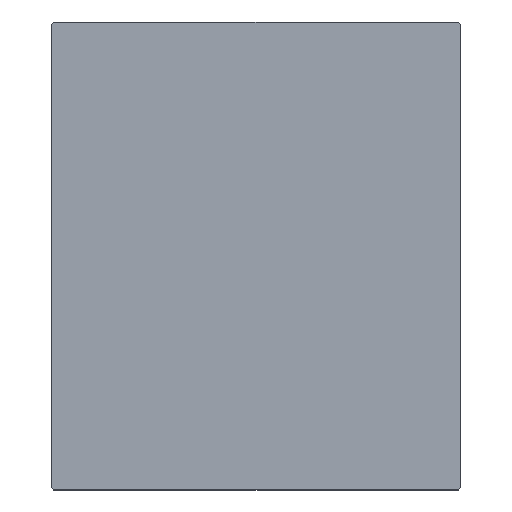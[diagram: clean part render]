
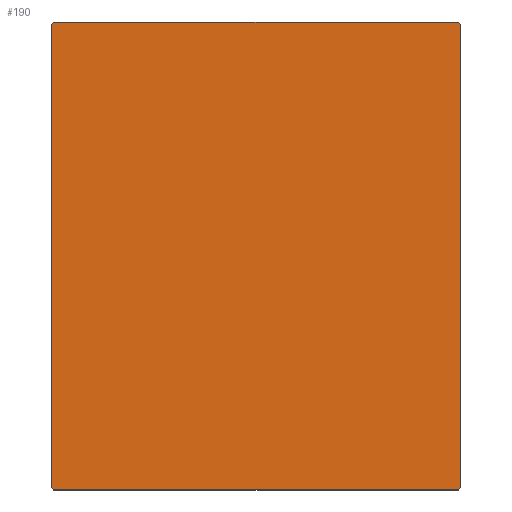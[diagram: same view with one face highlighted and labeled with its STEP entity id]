
A CAD part, top view. The second image highlights one B-rep face of the part: STEP entity #190.
In plain terms, the highlighted planar face has unit normal (0, 0, 1).
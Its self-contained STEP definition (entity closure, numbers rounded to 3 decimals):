
#24=FACE_OUTER_BOUND('',#34,.T.);
#34=EDGE_LOOP('',(#163,#164,#165,#166,#167,#168,#169,#170));
#35=LINE('',#265,#59);
#41=LINE('',#276,#65);
#48=LINE('',#292,#72);
#51=LINE('',#297,#75);
#53=LINE('',#301,#77);
#55=LINE('',#305,#79);
#57=LINE('',#308,#81);
#58=LINE('',#310,#82);
#59=VECTOR('',#219,10.);
#65=VECTOR('',#227,10.);
#72=VECTOR('',#238,10.);
#75=VECTOR('',#243,10.);
#77=VECTOR('',#247,10.);
#79=VECTOR('',#251,10.);
#81=VECTOR('',#255,10.);
#82=VECTOR('',#258,10.);
#83=VERTEX_POINT('',#263);
#84=VERTEX_POINT('',#264);
#88=VERTEX_POINT('',#274);
#94=VERTEX_POINT('',#290);
#95=VERTEX_POINT('',#291);
#96=VERTEX_POINT('',#296);
#97=VERTEX_POINT('',#300);
#98=VERTEX_POINT('',#304);
#99=EDGE_CURVE('',#83,#84,#35,.T.);
#105=EDGE_CURVE('',#83,#88,#41,.T.);
#112=EDGE_CURVE('',#94,#95,#48,.T.);
#115=EDGE_CURVE('',#96,#95,#51,.T.);
#117=EDGE_CURVE('',#96,#97,#53,.T.);
#119=EDGE_CURVE('',#98,#88,#55,.T.);
#121=EDGE_CURVE('',#98,#97,#57,.T.);
#122=EDGE_CURVE('',#94,#84,#58,.T.);
#163=ORIENTED_EDGE('',*,*,#99,.F.);
#164=ORIENTED_EDGE('',*,*,#105,.T.);
#165=ORIENTED_EDGE('',*,*,#119,.F.);
#166=ORIENTED_EDGE('',*,*,#121,.T.);
#167=ORIENTED_EDGE('',*,*,#117,.F.);
#168=ORIENTED_EDGE('',*,*,#115,.T.);
#169=ORIENTED_EDGE('',*,*,#112,.F.);
#170=ORIENTED_EDGE('',*,*,#122,.T.);
#180=PLANE('',#214);
#190=ADVANCED_FACE('',(#24),#180,.T.);
#214=AXIS2_PLACEMENT_3D('',#311,#259,#260);
#219=DIRECTION('',(-0.707,0.707,0.));
#227=DIRECTION('',(1.,0.,0.));
#238=DIRECTION('',(0.707,0.707,0.));
#243=DIRECTION('',(-1.,0.,0.));
#247=DIRECTION('',(0.707,-0.707,0.));
#251=DIRECTION('',(-0.707,-0.707,0.));
#255=DIRECTION('',(0.,1.,0.));
#258=DIRECTION('',(0.,-1.,0.));
#259=DIRECTION('center_axis',(0.,0.,1.));
#260=DIRECTION('ref_axis',(1.,0.,0.));
#263=CARTESIAN_POINT('',(2.,0.,6.));
#264=CARTESIAN_POINT('',(0.,2.,6.));
#265=CARTESIAN_POINT('',(-5.25,7.25,6.));
#274=CARTESIAN_POINT('',(348.,0.,6.));
#276=CARTESIAN_POINT('',(0.,0.,6.));
#290=CARTESIAN_POINT('',(0.,398.,6.));
#291=CARTESIAN_POINT('',(2.,400.,6.));
#292=CARTESIAN_POINT('',(-5.25,392.75,6.));
#296=CARTESIAN_POINT('',(348.,400.,6.));
#297=CARTESIAN_POINT('',(350.,400.,6.));
#300=CARTESIAN_POINT('',(350.,398.,6.));
#301=CARTESIAN_POINT('',(355.25,392.75,6.));
#304=CARTESIAN_POINT('',(350.,2.,6.));
#305=CARTESIAN_POINT('',(355.25,7.25,6.));
#308=CARTESIAN_POINT('',(350.,0.,6.));
#310=CARTESIAN_POINT('',(0.,400.,6.));
#311=CARTESIAN_POINT('Origin',(175.,200.,6.));
